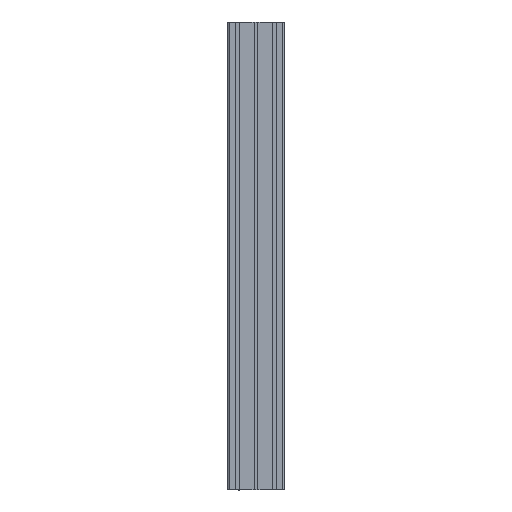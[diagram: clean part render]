
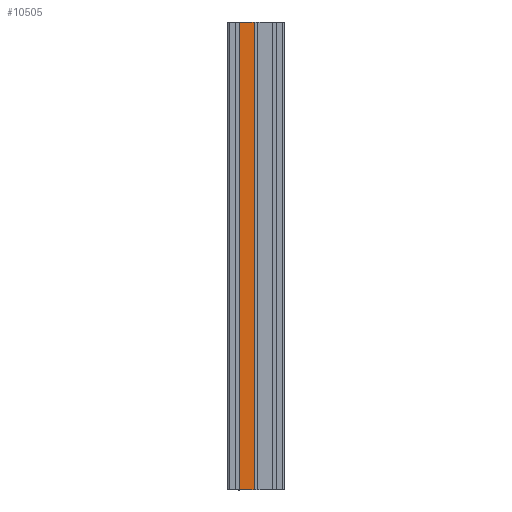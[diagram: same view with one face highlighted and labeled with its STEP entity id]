
A CAD part, front view. The second image highlights one B-rep face of the part: STEP entity #10505.
In plain terms, the highlighted planar face has unit normal (0, -1, 0).
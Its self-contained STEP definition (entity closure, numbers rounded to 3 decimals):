
#5399=ORIENTED_EDGE('',*,*,#7592,.T.);
#5400=ORIENTED_EDGE('',*,*,#7593,.F.);
#5401=ORIENTED_EDGE('',*,*,#7589,.F.);
#5402=ORIENTED_EDGE('',*,*,#7594,.T.);
#6297=VECTOR('',#8653,1.);
#6300=VECTOR('',#8658,1.);
#6301=VECTOR('',#8659,1.);
#6302=VECTOR('',#8660,1.);
#6773=LINE('',#9601,#6297);
#6776=LINE('',#9607,#6300);
#6777=LINE('',#9608,#6301);
#6778=LINE('',#9609,#6302);
#7167=VERTEX_POINT('',#9599);
#7168=VERTEX_POINT('',#9600);
#7169=VERTEX_POINT('',#9605);
#7170=VERTEX_POINT('',#9606);
#7589=EDGE_CURVE('',#7167,#7168,#6773,.T.);
#7592=EDGE_CURVE('',#7169,#7170,#6776,.T.);
#7593=EDGE_CURVE('',#7168,#7170,#6777,.T.);
#7594=EDGE_CURVE('',#7167,#7169,#6778,.T.);
#7909=EDGE_LOOP('',(#5399,#5400,#5401,#5402));
#8099=FACE_BOUND('',#7909,.T.);
#8653=DIRECTION('',(-1000.,0.,0.));
#8656=DIRECTION('',(0.,-1.,0.));
#8657=DIRECTION('',(-1.,0.,0.));
#8658=DIRECTION('',(-1000.,0.,0.));
#8659=DIRECTION('',(0.,0.,31.8));
#8660=DIRECTION('',(0.,0.,31.8));
#9599=CARTESIAN_POINT('',(1000.,-20.,-35.9));
#9600=CARTESIAN_POINT('',(0.,-20.,-35.9));
#9601=CARTESIAN_POINT('',(1000.,-20.,-35.9));
#9604=CARTESIAN_POINT('',(1000.,-20.,-4.1));
#9605=CARTESIAN_POINT('',(1000.,-20.,-4.1));
#9606=CARTESIAN_POINT('',(0.,-20.,-4.1));
#9607=CARTESIAN_POINT('',(1000.,-20.,-4.1));
#9608=CARTESIAN_POINT('',(0.,-20.,-35.9));
#9609=CARTESIAN_POINT('',(1000.,-20.,-35.9));
#10160=AXIS2_PLACEMENT_3D('',#9604,#8656,#8657);
#10344=PLANE('',#10160);
#10505=ADVANCED_FACE('',(#8099),#10344,.T.);
